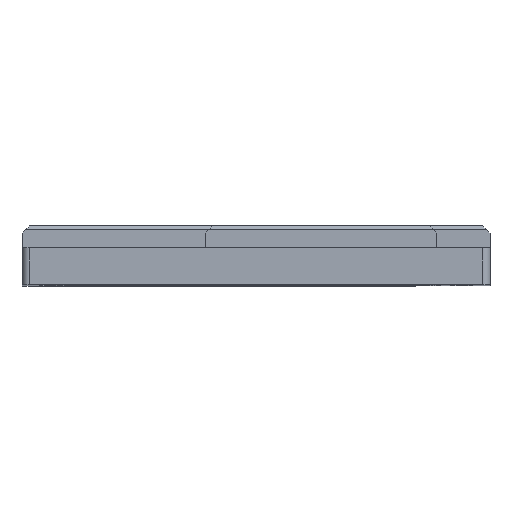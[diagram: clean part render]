
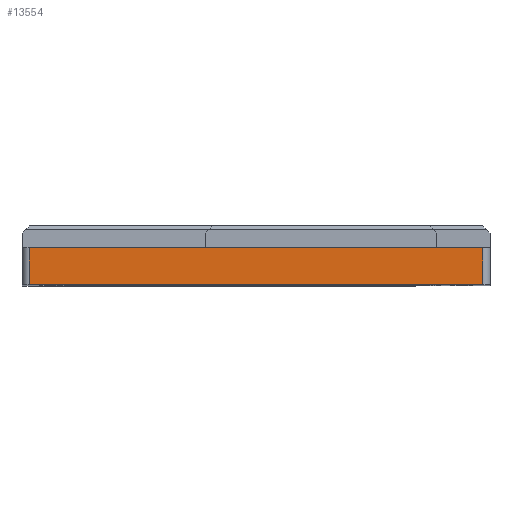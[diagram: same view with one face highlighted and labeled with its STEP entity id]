
A CAD part, top view. The second image highlights one B-rep face of the part: STEP entity #13554.
In plain terms, the highlighted planar face has unit normal (0, 0, 1).
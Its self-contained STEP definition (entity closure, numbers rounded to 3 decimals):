
#138 = ORIENTED_EDGE ( 'NONE', *, *, #1423, .T. ) ;
#192 = VERTEX_POINT ( 'NONE', #13855 ) ;
#626 = DIRECTION ( 'NONE',  ( -1., 0., 0. ) ) ;
#661 = LINE ( 'NONE', #13756, #1077 ) ;
#1077 = VECTOR ( 'NONE', #5814, 1000. ) ;
#1423 = EDGE_CURVE ( 'NONE', #192, #5822, #12608, .T. ) ;
#1885 = DIRECTION ( 'NONE',  ( 0., 0., -1. ) ) ;
#2248 = ORIENTED_EDGE ( 'NONE', *, *, #4850, .F. ) ;
#2355 = LINE ( 'NONE', #9090, #10858 ) ;
#2494 = CARTESIAN_POINT ( 'NONE',  ( 62.5, 5., 0. ) ) ;
#3242 = VERTEX_POINT ( 'NONE', #9666 ) ;
#3815 = LINE ( 'NONE', #11791, #12322 ) ;
#4514 = PLANE ( 'NONE',  #10340 ) ;
#4850 = EDGE_CURVE ( 'NONE', #9505, #5822, #3815, .T. ) ;
#5814 = DIRECTION ( 'NONE',  ( -1., 0., 0. ) ) ;
#5822 = VERTEX_POINT ( 'NONE', #9403 ) ;
#5852 = CARTESIAN_POINT ( 'NONE',  ( 1., 8., 0. ) ) ;
#9090 = CARTESIAN_POINT ( 'NONE',  ( 1., 8., 0. ) ) ;
#9403 = CARTESIAN_POINT ( 'NONE',  ( 62.5, 0., 0. ) ) ;
#9505 = VERTEX_POINT ( 'NONE', #2494 ) ;
#9666 = CARTESIAN_POINT ( 'NONE',  ( 1., 5., 0. ) ) ;
#9954 = ORIENTED_EDGE ( 'NONE', *, *, #14504, .T. ) ;
#10298 = ORIENTED_EDGE ( 'NONE', *, *, #14760, .T. ) ;
#10340 = AXIS2_PLACEMENT_3D ( 'NONE', #5852, #1885, #626 ) ;
#10535 = DIRECTION ( 'NONE',  ( 0., -1., 0. ) ) ;
#10858 = VECTOR ( 'NONE', #10535, 1000. ) ;
#11791 = CARTESIAN_POINT ( 'NONE',  ( 62.5, 8., 0. ) ) ;
#11795 = DIRECTION ( 'NONE',  ( 1., 0., 0. ) ) ;
#12322 = VECTOR ( 'NONE', #13068, 1000. ) ;
#12361 = FACE_OUTER_BOUND ( 'NONE', #14019, .T. ) ;
#12608 = LINE ( 'NONE', #15696, #16399 ) ;
#13068 = DIRECTION ( 'NONE',  ( 0., -1., 0. ) ) ;
#13554 = ADVANCED_FACE ( 'NONE', ( #12361 ), #4514, .F. ) ;
#13756 = CARTESIAN_POINT ( 'NONE',  ( 0., 5., 0. ) ) ;
#13855 = CARTESIAN_POINT ( 'NONE',  ( 1., 0., 0. ) ) ;
#14019 = EDGE_LOOP ( 'NONE', ( #2248, #10298, #9954, #138 ) ) ;
#14504 = EDGE_CURVE ( 'NONE', #3242, #192, #2355, .T. ) ;
#14760 = EDGE_CURVE ( 'NONE', #9505, #3242, #661, .T. ) ;
#15696 = CARTESIAN_POINT ( 'NONE',  ( 1., 0., 0. ) ) ;
#16399 = VECTOR ( 'NONE', #11795, 1000. ) ;
